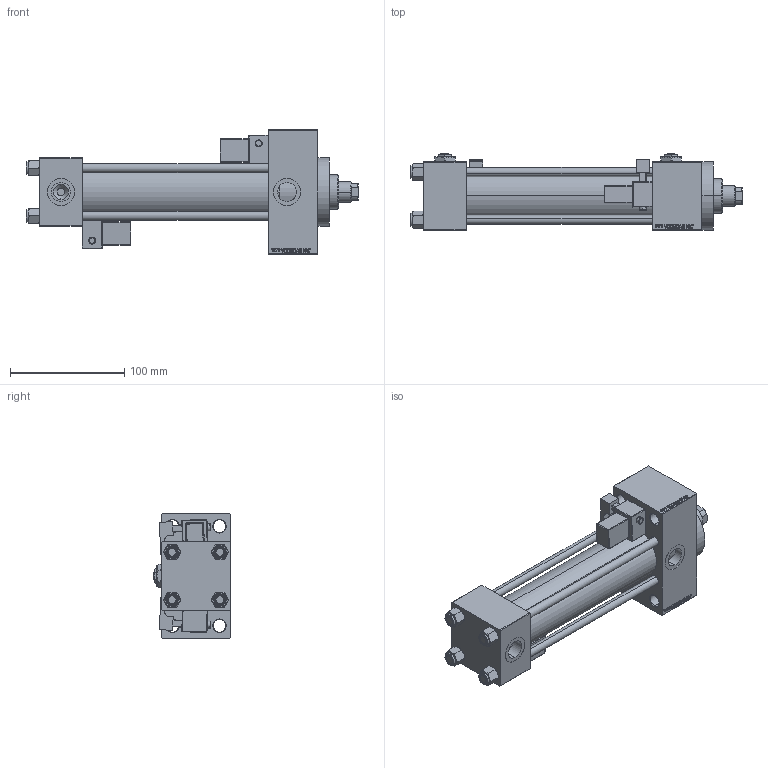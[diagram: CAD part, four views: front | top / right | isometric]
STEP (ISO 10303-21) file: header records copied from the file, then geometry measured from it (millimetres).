
FILE_DESCRIPTION (( 'STEP AP203' ), '1' );
FILE_NAME ('eaee.STEP', '2022-04-15T21:53:24', ( '' ), ( '' ), 'SwSTEP 2.0', 'SolidWorks 2019', '' );
FILE_SCHEMA (( 'CONFIG_CONTROL_DESIGN' ));
Length unit declared in the file: millimetre
Products named in the file (8): eaee; V215CR_D_TYCINKA 737fc0dc5eb40724bf5165d1ab81e0ca; V215CR_MSU 737fc0dc5eb40724bf5165d1ab81e0ca; V215CR_VCP_D 737fc0dc5eb40724bf5165d1ab81e0ca; V215CR_D_Body 737fc0dc5eb40724bf5165d1ab81e0ca; V215_VC_A 737fc0dc5eb40724bf5165d1ab81e0ca; Zatka_pro_OIL_PORT 737fc0dc5eb40724bf5165d1ab81e0ca; NUT_M5_D 737fc0dc5eb40724bf5165d1ab81e0ca
Assembly tree (15 placements, depth 2):
  eaee
    V215CR_D_Body 737fc0dc5eb40724bf5165d1ab81e0ca
    V215CR_VCP_D 737fc0dc5eb40724bf5165d1ab81e0ca
    NUT_M5_D 737fc0dc5eb40724bf5165d1ab81e0ca  x4
    V215CR_D_TYCINKA 737fc0dc5eb40724bf5165d1ab81e0ca  x4
    V215_VC_A 737fc0dc5eb40724bf5165d1ab81e0ca
    V215CR_MSU 737fc0dc5eb40724bf5165d1ab81e0ca  x2
    Zatka_pro_OIL_PORT 737fc0dc5eb40724bf5165d1ab81e0ca  x2
Bounding box: 290 x 67 x 109 mm (x, y, z)
Volume: 646600.1 mm3; surface area: 180821.5 mm2
Topology: 15 solids, 15 shells, 1368 faces, 3362 edges, 2125 vertices
Faces by surface type: plane 606, bspline 368, cone 186, cylinder 164, sphere 24, torus 20
Entity records: 51711 total; most frequent: CARTESIAN_POINT 26070, ORIENTED_EDGE 5642, DIRECTION 3895, EDGE_CURVE 2821, VERTEX_POINT 1827, LINE 1659, VECTOR 1659, EDGE_LOOP 1272
